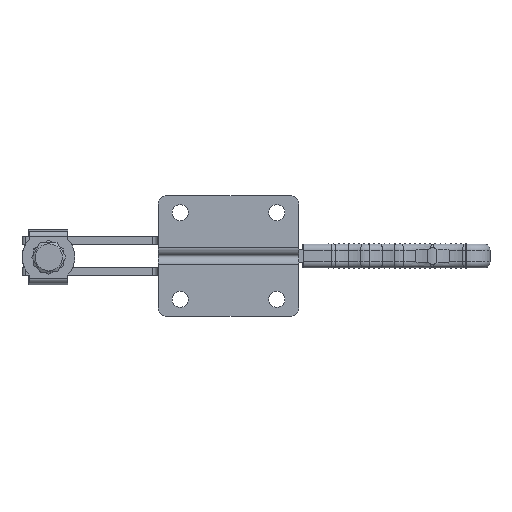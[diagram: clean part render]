
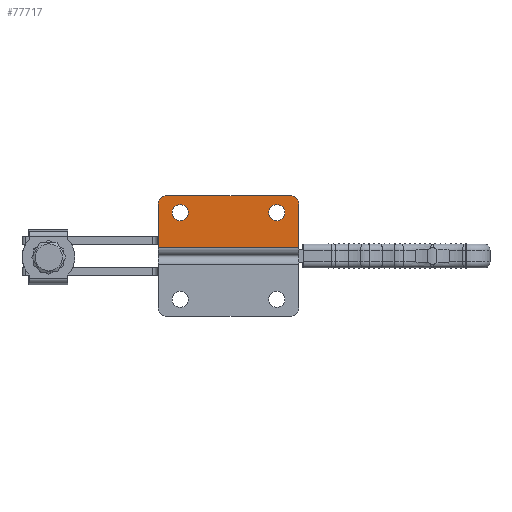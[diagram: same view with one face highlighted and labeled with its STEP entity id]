
A CAD part, front view. The second image highlights one B-rep face of the part: STEP entity #77717.
In plain terms, the highlighted planar face has unit normal (0, -1, 0).
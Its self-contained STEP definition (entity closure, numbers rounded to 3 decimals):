
#16027 = VERTEX_POINT ( 'NONE', #32768 ) ;
#16029 = EDGE_CURVE ( 'NONE', #16027, #16030, #32761, .T. ) ;
#16030 = VERTEX_POINT ( 'NONE', #32752 ) ;
#16042 = VERTEX_POINT ( 'NONE', #32860 ) ;
#16044 = EDGE_CURVE ( 'NONE', #16042, #16045, #32854, .T. ) ;
#16045 = VERTEX_POINT ( 'NONE', #32844 ) ;
#32752 = CARTESIAN_POINT ( 'NONE',  ( 13., 0., 20.75 ) ) ;
#32754 = DIRECTION ( 'NONE',  ( 0., 0., -1. ) ) ;
#32756 = DIRECTION ( 'NONE',  ( 0., -1., 0. ) ) ;
#32758 = CARTESIAN_POINT ( 'NONE',  ( 13., 0., 25.5 ) ) ;
#32759 = AXIS2_PLACEMENT_3D ( 'NONE', #32758, #32756, #32754 ) ;
#32761 = CIRCLE ( 'NONE', #32759, 4.75 ) ;
#32768 = CARTESIAN_POINT ( 'NONE',  ( 13., 0., 30.25 ) ) ;
#32844 = CARTESIAN_POINT ( 'NONE',  ( 70., 0., 20.75 ) ) ;
#32846 = DIRECTION ( 'NONE',  ( 0., 0., -1. ) ) ;
#32848 = DIRECTION ( 'NONE',  ( 0., -1., 0. ) ) ;
#32850 = CARTESIAN_POINT ( 'NONE',  ( 70., 0., 25.5 ) ) ;
#32852 = AXIS2_PLACEMENT_3D ( 'NONE', #32850, #32848, #32846 ) ;
#32854 = CIRCLE ( 'NONE', #32852, 4.75 ) ;
#32860 = CARTESIAN_POINT ( 'NONE',  ( 70., 0., 30.25 ) ) ;
#61601 = CARTESIAN_POINT ( 'NONE',  ( 0., 0., 30.5 ) ) ;
#61602 = DIRECTION ( 'NONE',  ( 0., 0., -1. ) ) ;
#61603 = VECTOR ( 'NONE', #61602, 1000. ) ;
#61604 = CARTESIAN_POINT ( 'NONE',  ( 0., 0., 5. ) ) ;
#61610 = LINE ( 'NONE', #61604, #61603 ) ;
#61643 = DIRECTION ( 'NONE',  ( 0., 0., 1. ) ) ;
#61644 = DIRECTION ( 'NONE',  ( 0., 1., 0. ) ) ;
#61645 = CARTESIAN_POINT ( 'NONE',  ( 0., 0., 5. ) ) ;
#61646 = AXIS2_PLACEMENT_3D ( 'NONE', #61645, #61644, #61643 ) ;
#61647 = PLANE ( 'NONE',  #61646 ) ;
#61648 = FACE_BOUND ( 'NONE', #77743, .T. ) ;
#61649 = FACE_BOUND ( 'NONE', #77820, .T. ) ;
#61650 = FACE_OUTER_BOUND ( 'NONE', #77718, .T. ) ;
#61659 = AXIS2_PLACEMENT_3D ( 'NONE', #61665, #61722, #61721 ) ;
#61660 = CIRCLE ( 'NONE', #61659, 4.75 ) ;
#61665 = CARTESIAN_POINT ( 'NONE',  ( 13., 0., 25.5 ) ) ;
#61701 = DIRECTION ( 'NONE',  ( 0., 0., -1. ) ) ;
#61702 = DIRECTION ( 'NONE',  ( 0., -1., 0. ) ) ;
#61703 = CARTESIAN_POINT ( 'NONE',  ( 78., 0., 30.5 ) ) ;
#61704 = AXIS2_PLACEMENT_3D ( 'NONE', #61703, #61702, #61701 ) ;
#61705 = CIRCLE ( 'NONE', #61704, 5. ) ;
#61706 = CARTESIAN_POINT ( 'NONE',  ( 83., 0., 30.5 ) ) ;
#61707 = DIRECTION ( 'NONE',  ( 0., 0., -1. ) ) ;
#61708 = VECTOR ( 'NONE', #61707, 1000. ) ;
#61709 = CARTESIAN_POINT ( 'NONE',  ( 83., 0., 5. ) ) ;
#61710 = LINE ( 'NONE', #61709, #61708 ) ;
#61711 = CARTESIAN_POINT ( 'NONE',  ( 83., 0., 5. ) ) ;
#61712 = DIRECTION ( 'NONE',  ( 1., 0., 0. ) ) ;
#61713 = VECTOR ( 'NONE', #61712, 1000. ) ;
#61714 = CARTESIAN_POINT ( 'NONE',  ( 0., 0., 5. ) ) ;
#61715 = LINE ( 'NONE', #61714, #61713 ) ;
#61716 = DIRECTION ( 'NONE',  ( 0., 0., -1. ) ) ;
#61717 = DIRECTION ( 'NONE',  ( 0., -1., 0. ) ) ;
#61718 = CARTESIAN_POINT ( 'NONE',  ( 70., 0., 25.5 ) ) ;
#61719 = AXIS2_PLACEMENT_3D ( 'NONE', #61718, #61717, #61716 ) ;
#61720 = CIRCLE ( 'NONE', #61719, 4.75 ) ;
#61721 = DIRECTION ( 'NONE',  ( 0., 0., -1. ) ) ;
#61722 = DIRECTION ( 'NONE',  ( 0., -1., 0. ) ) ;
#61760 = CARTESIAN_POINT ( 'NONE',  ( 0., 0., 5. ) ) ;
#61791 = DIRECTION ( 'NONE',  ( 0., 0., -1. ) ) ;
#61792 = DIRECTION ( 'NONE',  ( 0., -1., 0. ) ) ;
#61793 = CARTESIAN_POINT ( 'NONE',  ( 5., 0., 30.5 ) ) ;
#61794 = AXIS2_PLACEMENT_3D ( 'NONE', #61793, #61792, #61791 ) ;
#61795 = CIRCLE ( 'NONE', #61794, 5. ) ;
#61796 = CARTESIAN_POINT ( 'NONE',  ( 5., 0., 35.5 ) ) ;
#61797 = DIRECTION ( 'NONE',  ( -1., 0., 0. ) ) ;
#61798 = VECTOR ( 'NONE', #61797, 1000. ) ;
#61799 = CARTESIAN_POINT ( 'NONE',  ( 78., 0., 35.5 ) ) ;
#61800 = LINE ( 'NONE', #61799, #61798 ) ;
#61801 = CARTESIAN_POINT ( 'NONE',  ( 78., 0., 35.5 ) ) ;
#77707 = EDGE_CURVE ( 'NONE', #77708, #77801, #61610, .T. ) ;
#77708 = VERTEX_POINT ( 'NONE', #61601 ) ;
#77717 = ADVANCED_FACE ( 'NONE', ( #61650, #61649, #61648 ), #61647, .F. ) ;
#77718 = EDGE_LOOP ( 'NONE', ( #77748, #77749, #77752, #77755, #77815, #77818 ) ) ;
#77741 = EDGE_CURVE ( 'NONE', #16030, #16027, #61660, .T. ) ;
#77742 = ORIENTED_EDGE ( 'NONE', *, *, #16029, .F. ) ;
#77743 = EDGE_LOOP ( 'NONE', ( #77744, #77746 ) ) ;
#77744 = ORIENTED_EDGE ( 'NONE', *, *, #77745, .F. ) ;
#77745 = EDGE_CURVE ( 'NONE', #16045, #16042, #61720, .T. ) ;
#77746 = ORIENTED_EDGE ( 'NONE', *, *, #16044, .F. ) ;
#77748 = ORIENTED_EDGE ( 'NONE', *, *, #77707, .T. ) ;
#77749 = ORIENTED_EDGE ( 'NONE', *, *, #77750, .T. ) ;
#77750 = EDGE_CURVE ( 'NONE', #77801, #77751, #61715, .T. ) ;
#77751 = VERTEX_POINT ( 'NONE', #61711 ) ;
#77752 = ORIENTED_EDGE ( 'NONE', *, *, #77753, .F. ) ;
#77753 = EDGE_CURVE ( 'NONE', #77754, #77751, #61710, .T. ) ;
#77754 = VERTEX_POINT ( 'NONE', #61706 ) ;
#77755 = ORIENTED_EDGE ( 'NONE', *, *, #77756, .T. ) ;
#77756 = EDGE_CURVE ( 'NONE', #77754, #77814, #61705, .T. ) ;
#77801 = VERTEX_POINT ( 'NONE', #61760 ) ;
#77814 = VERTEX_POINT ( 'NONE', #61801 ) ;
#77815 = ORIENTED_EDGE ( 'NONE', *, *, #77816, .T. ) ;
#77816 = EDGE_CURVE ( 'NONE', #77814, #77817, #61800, .T. ) ;
#77817 = VERTEX_POINT ( 'NONE', #61796 ) ;
#77818 = ORIENTED_EDGE ( 'NONE', *, *, #77819, .T. ) ;
#77819 = EDGE_CURVE ( 'NONE', #77817, #77708, #61795, .T. ) ;
#77820 = EDGE_LOOP ( 'NONE', ( #77821, #77742 ) ) ;
#77821 = ORIENTED_EDGE ( 'NONE', *, *, #77741, .F. ) ;
